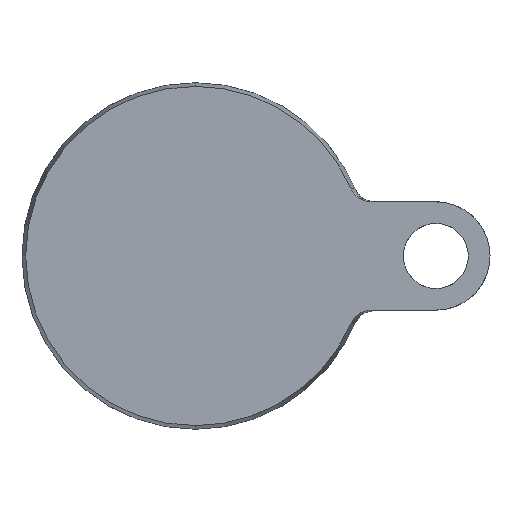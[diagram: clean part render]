
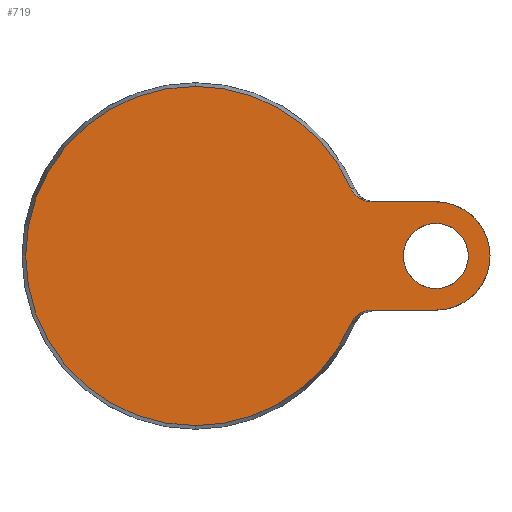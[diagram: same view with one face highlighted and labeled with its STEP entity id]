
A CAD part, front view. The second image highlights one B-rep face of the part: STEP entity #719.
In plain terms, the highlighted planar face has unit normal (0, -1, 0).
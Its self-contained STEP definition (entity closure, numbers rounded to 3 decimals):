
#17 = CARTESIAN_POINT ( 'NONE',  ( 36.124, 0., 15.081 ) ) ;
#20 = CARTESIAN_POINT ( 'NONE',  ( 0., 0., -39.143 ) ) ;
#26 = CARTESIAN_POINT ( 'NONE',  ( 39.603, 0., 12.57 ) ) ;
#29 = CARTESIAN_POINT ( 'NONE',  ( 36.124, 0., -15.081 ) ) ;
#31 = CARTESIAN_POINT ( 'NONE',  ( 0., 0., 0. ) ) ;
#35 = VERTEX_POINT ( 'NONE', #100 ) ;
#36 = CARTESIAN_POINT ( 'NONE',  ( 55.5, 0., -7.5 ) ) ;
#38 = AXIS2_PLACEMENT_3D ( 'NONE', #774, #668, #653 ) ;
#46 = CARTESIAN_POINT ( 'NONE',  ( 38.221, 0., 13.07 ) ) ;
#51 = CARTESIAN_POINT ( 'NONE',  ( 36.381, 0., -14.668 ) ) ;
#73 = EDGE_CURVE ( 'NONE', #239, #916, #1295, .T. ) ;
#92 = EDGE_CURVE ( 'NONE', #916, #144, #978, .T. ) ;
#100 = CARTESIAN_POINT ( 'NONE',  ( 40.579, 0., -12.5 ) ) ;
#112 = EDGE_LOOP ( 'NONE', ( #1251, #338 ) ) ;
#135 = CARTESIAN_POINT ( 'NONE',  ( 40.085, 0., 12.5 ) ) ;
#138 = CARTESIAN_POINT ( 'NONE',  ( 37.397, 0., -13.606 ) ) ;
#142 = CARTESIAN_POINT ( 'NONE',  ( 38.665, 0., 12.866 ) ) ;
#144 = VERTEX_POINT ( 'NONE', #734 ) ;
#159 = DIRECTION ( 'NONE',  ( 1., 0., 0. ) ) ;
#160 = CARTESIAN_POINT ( 'NONE',  ( 15., 0., -12.5 ) ) ;
#178 = DIRECTION ( 'NONE',  ( -1., 0., 0. ) ) ;
#187 = VERTEX_POINT ( 'NONE', #436 ) ;
#209 = CIRCLE ( 'NONE', #1048, 39.143 ) ;
#212 = CARTESIAN_POINT ( 'NONE',  ( 55.5, 0., 12.5 ) ) ;
#228 = CARTESIAN_POINT ( 'NONE',  ( -39.143, 0., 0. ) ) ;
#238 = DIRECTION ( 'NONE',  ( 0., 0., 1. ) ) ;
#239 = VERTEX_POINT ( 'NONE', #260 ) ;
#245 = DIRECTION ( 'NONE',  ( 0., 0., -1. ) ) ;
#255 = CARTESIAN_POINT ( 'NONE',  ( 35.928, 0., -15.535 ) ) ;
#256 = VECTOR ( 'NONE', #159, 1000. ) ;
#260 = CARTESIAN_POINT ( 'NONE',  ( 0., 0., 39.143 ) ) ;
#261 = EDGE_LOOP ( 'NONE', ( #919, #1186, #1239, #289, #882, #822, #965, #977 ) ) ;
#262 = CARTESIAN_POINT ( 'NONE',  ( 40.579, 0., 12.5 ) ) ;
#289 = ORIENTED_EDGE ( 'NONE', *, *, #73, .T. ) ;
#304 = EDGE_CURVE ( 'NONE', #529, #35, #766, .T. ) ;
#319 = DIRECTION ( 'NONE',  ( 0., 0., -1. ) ) ;
#334 = CARTESIAN_POINT ( 'NONE',  ( 37.031, 0., -13.929 ) ) ;
#337 = B_SPLINE_CURVE_WITH_KNOTS ( 'NONE', 3,
 ( #944, #135, #26, #1063, #142, #46, #1249, #1155, #455, #1051, #526, #532, #17, #345 ),
 .UNSPECIFIED., .F., .F.,
 ( 4, 2, 2, 2, 2, 2, 4 ),
 ( 0., 0.001, 0.002, 0.003, 0.004, 0.004, 0.006 ),
 .UNSPECIFIED. ) ;
#338 = ORIENTED_EDGE ( 'NONE', *, *, #461, .T. ) ;
#345 = CARTESIAN_POINT ( 'NONE',  ( 35.928, 0., 15.535 ) ) ;
#348 = CARTESIAN_POINT ( 'NONE',  ( 38.891, 0., -12.781 ) ) ;
#436 = CARTESIAN_POINT ( 'NONE',  ( 35.928, 0., 15.535 ) ) ;
#439 = DIRECTION ( 'NONE',  ( 0., -1., 0. ) ) ;
#448 = CARTESIAN_POINT ( 'NONE',  ( 55.5, 0., 7.5 ) ) ;
#455 = CARTESIAN_POINT ( 'NONE',  ( 37.4, 0., 13.603 ) ) ;
#459 = CARTESIAN_POINT ( 'NONE',  ( 39.592, 0., -12.572 ) ) ;
#461 = EDGE_CURVE ( 'NONE', #617, #821, #660, .T. ) ;
#471 = EDGE_CURVE ( 'NONE', #187, #239, #209, .T. ) ;
#481 = DIRECTION ( 'NONE',  ( 0., 1., 0. ) ) ;
#490 = DIRECTION ( 'NONE',  ( 0., -1., 0. ) ) ;
#497 = FACE_BOUND ( 'NONE', #112, .T. ) ;
#500 = CARTESIAN_POINT ( 'NONE',  ( 0., 0., 0. ) ) ;
#501 = EDGE_CURVE ( 'NONE', #524, #529, #786, .T. ) ;
#509 = AXIS2_PLACEMENT_3D ( 'NONE', #911, #590, #1020 ) ;
#524 = VERTEX_POINT ( 'NONE', #212 ) ;
#526 = CARTESIAN_POINT ( 'NONE',  ( 36.861, 0., 14.101 ) ) ;
#529 = VERTEX_POINT ( 'NONE', #1040 ) ;
#532 = CARTESIAN_POINT ( 'NONE',  ( 36.388, 0., 14.659 ) ) ;
#550 = CARTESIAN_POINT ( 'NONE',  ( 38., 0., -13.192 ) ) ;
#581 = VECTOR ( 'NONE', #178, 1000. ) ;
#590 = DIRECTION ( 'NONE',  ( 0., -1., 0. ) ) ;
#617 = VERTEX_POINT ( 'NONE', #448 ) ;
#652 = EDGE_CURVE ( 'NONE', #821, #617, #917, .T. ) ;
#653 = DIRECTION ( 'NONE',  ( 0., 0., 1. ) ) ;
#660 = CIRCLE ( 'NONE', #990, 7.5 ) ;
#668 = DIRECTION ( 'NONE',  ( 0., 1., 0. ) ) ;
#685 = FACE_OUTER_BOUND ( 'NONE', #261, .T. ) ;
#719 = ADVANCED_FACE ( 'NONE', ( #685, #497 ), #1311, .F. ) ;
#734 = CARTESIAN_POINT ( 'NONE',  ( 35.928, 0., -15.535 ) ) ;
#736 = CARTESIAN_POINT ( 'NONE',  ( 37.591, 0., -13.458 ) ) ;
#758 = AXIS2_PLACEMENT_3D ( 'NONE', #228, #481, #912 ) ;
#765 = CARTESIAN_POINT ( 'NONE',  ( 40.085, 0., -12.5 ) ) ;
#766 = LINE ( 'NONE', #160, #581 ) ;
#774 = CARTESIAN_POINT ( 'NONE',  ( 55.5, 0., 0. ) ) ;
#784 = LINE ( 'NONE', #998, #256 ) ;
#786 = CIRCLE ( 'NONE', #1197, 12.5 ) ;
#821 = VERTEX_POINT ( 'NONE', #36 ) ;
#822 = ORIENTED_EDGE ( 'NONE', *, *, #896, .T. ) ;
#852 = VERTEX_POINT ( 'NONE', #262 ) ;
#858 = CARTESIAN_POINT ( 'NONE',  ( 38.218, 0., -13.072 ) ) ;
#869 = B_SPLINE_CURVE_WITH_KNOTS ( 'NONE', 3,
 ( #255, #29, #51, #1261, #334, #138, #736, #550, #858, #1067, #348, #459, #765, #873 ),
 .UNSPECIFIED., .F., .F.,
 ( 4, 2, 2, 2, 2, 2, 4 ),
 ( 0., 0.001, 0.002, 0.003, 0.004, 0.004, 0.006 ),
 .UNSPECIFIED. ) ;
#873 = CARTESIAN_POINT ( 'NONE',  ( 40.579, 0., -12.5 ) ) ;
#882 = ORIENTED_EDGE ( 'NONE', *, *, #92, .T. ) ;
#896 = EDGE_CURVE ( 'NONE', #144, #35, #869, .T. ) ;
#911 = CARTESIAN_POINT ( 'NONE',  ( 0., 0., 0. ) ) ;
#912 = DIRECTION ( 'NONE',  ( 0., 0., 1. ) ) ;
#915 = DIRECTION ( 'NONE',  ( 0., 0., -1. ) ) ;
#916 = VERTEX_POINT ( 'NONE', #20 ) ;
#917 = CIRCLE ( 'NONE', #38, 7.5 ) ;
#919 = ORIENTED_EDGE ( 'NONE', *, *, #1033, .F. ) ;
#944 = CARTESIAN_POINT ( 'NONE',  ( 40.579, 0., 12.5 ) ) ;
#965 = ORIENTED_EDGE ( 'NONE', *, *, #304, .F. ) ;
#977 = ORIENTED_EDGE ( 'NONE', *, *, #501, .F. ) ;
#978 = CIRCLE ( 'NONE', #1314, 39.143 ) ;
#990 = AXIS2_PLACEMENT_3D ( 'NONE', #1154, #1236, #238 ) ;
#998 = CARTESIAN_POINT ( 'NONE',  ( 15., 0., 12.5 ) ) ;
#1020 = DIRECTION ( 'NONE',  ( 0., 0., -1. ) ) ;
#1033 = EDGE_CURVE ( 'NONE', #852, #524, #784, .T. ) ;
#1040 = CARTESIAN_POINT ( 'NONE',  ( 55.5, 0., -12.5 ) ) ;
#1048 = AXIS2_PLACEMENT_3D ( 'NONE', #31, #439, #319 ) ;
#1051 = CARTESIAN_POINT ( 'NONE',  ( 37.032, 0., 13.927 ) ) ;
#1062 = CARTESIAN_POINT ( 'NONE',  ( 55.5, 0., 0. ) ) ;
#1063 = CARTESIAN_POINT ( 'NONE',  ( 38.897, 0., 12.778 ) ) ;
#1067 = CARTESIAN_POINT ( 'NONE',  ( 38.663, 0., -12.866 ) ) ;
#1154 = CARTESIAN_POINT ( 'NONE',  ( 55.5, 0., 0. ) ) ;
#1155 = CARTESIAN_POINT ( 'NONE',  ( 37.598, 0., 13.453 ) ) ;
#1161 = DIRECTION ( 'NONE',  ( 0., 1., 0. ) ) ;
#1186 = ORIENTED_EDGE ( 'NONE', *, *, #1276, .T. ) ;
#1197 = AXIS2_PLACEMENT_3D ( 'NONE', #1062, #1161, #245 ) ;
#1236 = DIRECTION ( 'NONE',  ( 0., 1., 0. ) ) ;
#1239 = ORIENTED_EDGE ( 'NONE', *, *, #471, .T. ) ;
#1249 = CARTESIAN_POINT ( 'NONE',  ( 38.008, 0., 13.187 ) ) ;
#1251 = ORIENTED_EDGE ( 'NONE', *, *, #652, .T. ) ;
#1261 = CARTESIAN_POINT ( 'NONE',  ( 36.857, 0., -14.106 ) ) ;
#1276 = EDGE_CURVE ( 'NONE', #852, #187, #337, .T. ) ;
#1295 = CIRCLE ( 'NONE', #509, 39.143 ) ;
#1311 = PLANE ( 'NONE',  #758 ) ;
#1314 = AXIS2_PLACEMENT_3D ( 'NONE', #500, #490, #915 ) ;
